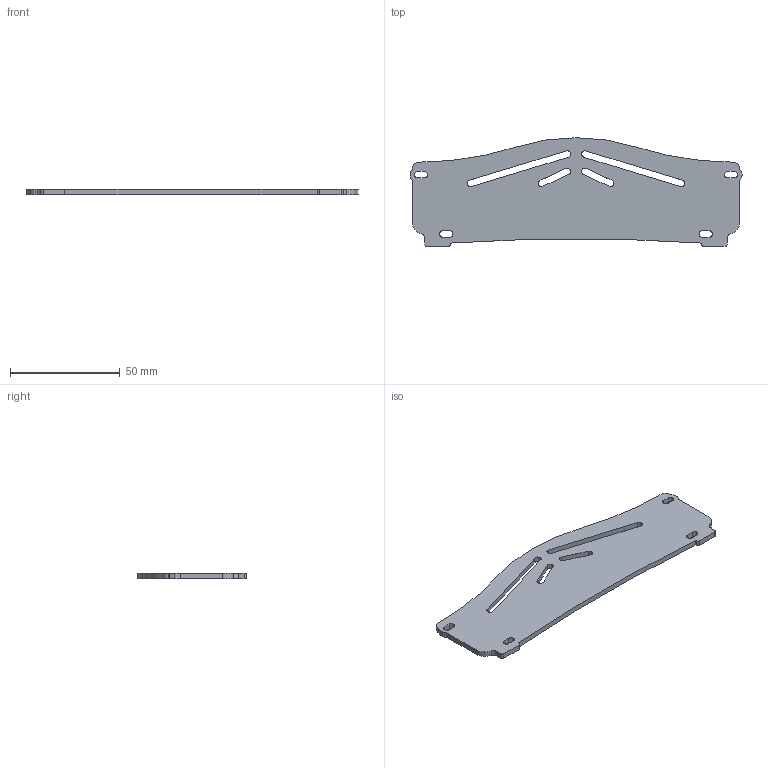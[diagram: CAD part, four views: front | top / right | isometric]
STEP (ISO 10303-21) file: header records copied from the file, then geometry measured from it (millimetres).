
FILE_DESCRIPTION (( 'STEP AP203' ), '1' );
FILE_NAME ('BASH-PLATE.STEP', '2014-04-10T02:48:29', ( 'micro-pot' ), ( '' ), 'SwSTEP 2.0', 'SolidWorks 2014', '' );
FILE_SCHEMA (( 'CONFIG_CONTROL_DESIGN' ));
Length unit declared in the file: millimetre
Products named in the file (1): BASH-PLATE
Bounding box: 150.99 x 49.39 x 2.5 mm (x, y, z)
Volume: 13976.1 mm3; surface area: 12945.4 mm2
Topology: 1 solids, 1 shells, 69 faces, 201 edges, 134 vertices
Faces by surface type: cylinder 41, plane 28
Entity records: 2426 total; most frequent: DIRECTION 423, CARTESIAN_POINT 405, ORIENTED_EDGE 402, EDGE_CURVE 201, AXIS2_PLACEMENT_3D 152, VERTEX_POINT 134, LINE 119, VECTOR 119
